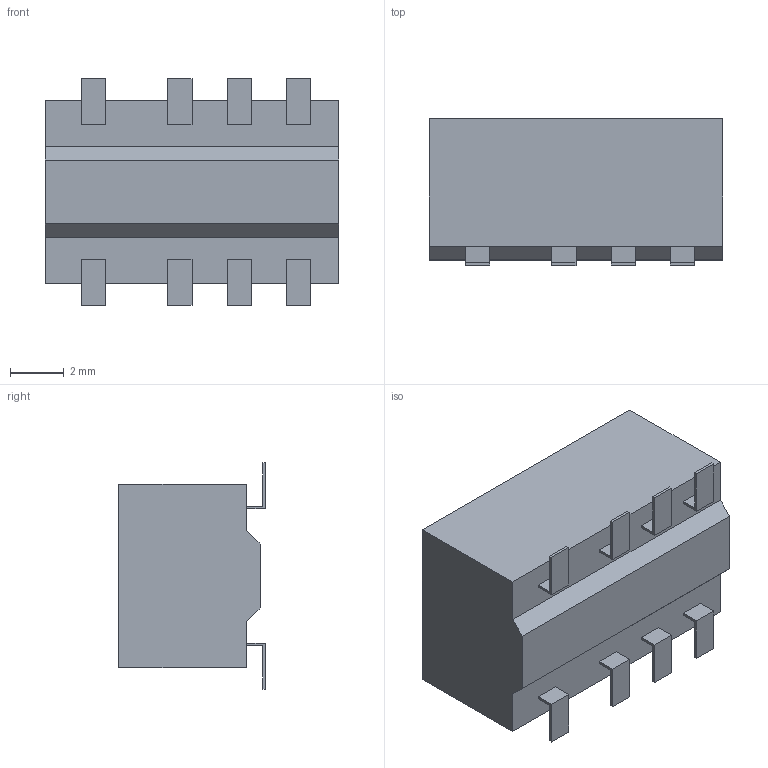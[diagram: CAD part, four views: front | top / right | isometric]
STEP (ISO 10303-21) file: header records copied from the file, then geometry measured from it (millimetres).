
FILE_DESCRIPTION (( 'STEP AP214' ), '1' );
FILE_NAME ('IFC_TUD2S_L10.9W6.8H5.45.STEP', '2018-10-26T15:53:58', ( '' ), ( '' ), 'SwSTEP 2.0', 'SolidWorks 2014', '' );
FILE_SCHEMA (( 'AUTOMOTIVE_DESIGN' ));
Length unit declared in the file: millimetre
Products named in the file (1): IFC_TUD2S_L10.9W6.8H5.45
Bounding box: 10.9 x 5.46 x 8.4 mm (x, y, z)
Volume: 369.4 mm3; surface area: 360.9 mm2
Topology: 1 solids, 1 shells, 120 faces, 321 edges, 214 vertices
Faces by surface type: plane 120
Entity records: 4425 total; most frequent: CARTESIAN_POINT 656, ORIENTED_EDGE 642, DIRECTION 563, EDGE_CURVE 321, VECTOR 321, LINE 321, VERTEX_POINT 214, EDGE_LOOP 131
